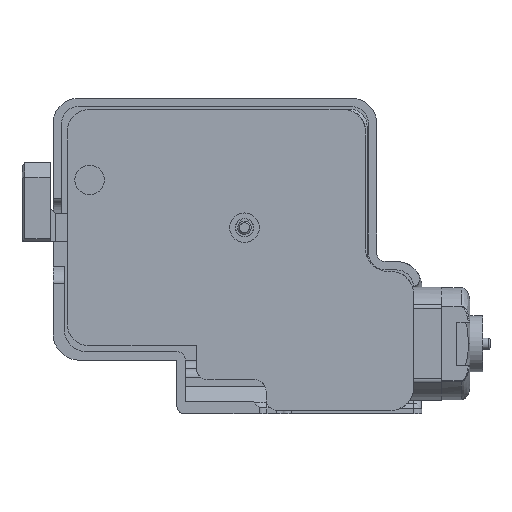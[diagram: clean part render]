
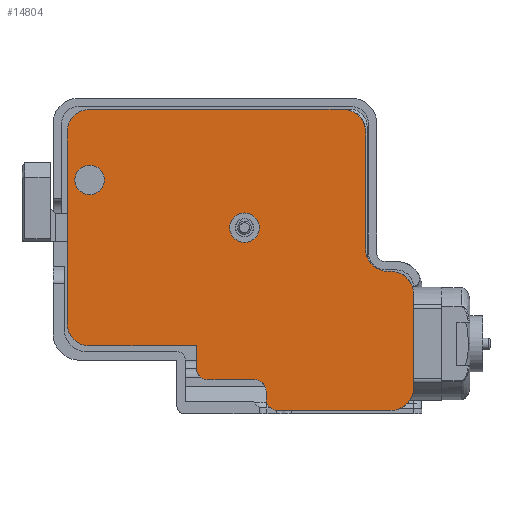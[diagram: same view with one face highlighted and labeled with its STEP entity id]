
A CAD part, front view. The second image highlights one B-rep face of the part: STEP entity #14804.
In plain terms, the highlighted planar face has unit normal (0, -1, 0).
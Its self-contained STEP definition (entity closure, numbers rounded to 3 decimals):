
#665=FACE_BOUND('',#2524,.T.);
#666=FACE_BOUND('',#2525,.T.);
#726=CIRCLE('',#15690,2.625);
#728=CIRCLE('',#15694,2.625);
#778=CIRCLE('',#15783,4.);
#779=CIRCLE('',#15786,4.);
#780=CIRCLE('',#15789,4.);
#781=CIRCLE('',#15792,4.);
#782=CIRCLE('',#15795,2.);
#783=CIRCLE('',#15798,2.);
#784=CIRCLE('',#15801,2.);
#785=CIRCLE('',#15805,4.);
#786=CIRCLE('',#15808,4.);
#1697=FACE_OUTER_BOUND('',#2523,.T.);
#2523=EDGE_LOOP('',(#10357,#10358,#10359,#10360,#10361,#10362,#10363,#10364,
#10365,#10366,#10367,#10368,#10369,#10370,#10371,#10372,#10373,#10374,#10375));
#2524=EDGE_LOOP('',(#10376));
#2525=EDGE_LOOP('',(#10377));
#3440=LINE('',#22688,#4774);
#3443=LINE('',#22696,#4777);
#3446=LINE('',#22704,#4780);
#3449=LINE('',#22712,#4783);
#3453=LINE('',#22721,#4787);
#3455=LINE('',#22728,#4789);
#3458=LINE('',#22736,#4792);
#3460=LINE('',#22740,#4794);
#3463=LINE('',#22748,#4797);
#3466=LINE('',#22755,#4800);
#4774=VECTOR('',#17877,1000.);
#4777=VECTOR('',#17886,1000.);
#4780=VECTOR('',#17895,1000.);
#4783=VECTOR('',#17904,1000.);
#4787=VECTOR('',#17914,1000.);
#4789=VECTOR('',#17922,1000.);
#4792=VECTOR('',#17931,1000.);
#4794=VECTOR('',#17935,1000.);
#4797=VECTOR('',#17944,1000.);
#4800=VECTOR('',#17953,1000.);
#6006=VERTEX_POINT('',#22344);
#6008=VERTEX_POINT('',#22351);
#6097=VERTEX_POINT('',#22681);
#6098=VERTEX_POINT('',#22683);
#6099=VERTEX_POINT('',#22687);
#6100=VERTEX_POINT('',#22691);
#6101=VERTEX_POINT('',#22695);
#6102=VERTEX_POINT('',#22699);
#6103=VERTEX_POINT('',#22703);
#6104=VERTEX_POINT('',#22707);
#6105=VERTEX_POINT('',#22711);
#6106=VERTEX_POINT('',#22715);
#6107=VERTEX_POINT('',#22719);
#6108=VERTEX_POINT('',#22723);
#6109=VERTEX_POINT('',#22727);
#6110=VERTEX_POINT('',#22731);
#6111=VERTEX_POINT('',#22735);
#6112=VERTEX_POINT('',#22739);
#6113=VERTEX_POINT('',#22743);
#6114=VERTEX_POINT('',#22747);
#6115=VERTEX_POINT('',#22751);
#7583=EDGE_CURVE('',#6006,#6006,#726,.T.);
#7586=EDGE_CURVE('',#6008,#6008,#728,.T.);
#7714=EDGE_CURVE('',#6098,#6097,#778,.T.);
#7716=EDGE_CURVE('',#6098,#6099,#3440,.T.);
#7719=EDGE_CURVE('',#6100,#6099,#779,.T.);
#7720=EDGE_CURVE('',#6101,#6100,#3443,.T.);
#7722=EDGE_CURVE('',#6102,#6101,#780,.T.);
#7724=EDGE_CURVE('',#6102,#6103,#3446,.T.);
#7726=EDGE_CURVE('',#6104,#6103,#781,.T.);
#7728=EDGE_CURVE('',#6104,#6105,#3449,.T.);
#7731=EDGE_CURVE('',#6105,#6106,#782,.T.);
#7733=EDGE_CURVE('',#6106,#6107,#3453,.T.);
#7734=EDGE_CURVE('',#6108,#6107,#783,.T.);
#7736=EDGE_CURVE('',#6108,#6109,#3455,.T.);
#7738=EDGE_CURVE('',#6109,#6110,#784,.T.);
#7740=EDGE_CURVE('',#6110,#6111,#3458,.T.);
#7742=EDGE_CURVE('',#6111,#6112,#3460,.T.);
#7745=EDGE_CURVE('',#6113,#6112,#785,.T.);
#7746=EDGE_CURVE('',#6113,#6114,#3463,.T.);
#7748=EDGE_CURVE('',#6115,#6114,#786,.T.);
#7750=EDGE_CURVE('',#6115,#6097,#3466,.T.);
#10357=ORIENTED_EDGE('',*,*,#7750,.F.);
#10358=ORIENTED_EDGE('',*,*,#7748,.T.);
#10359=ORIENTED_EDGE('',*,*,#7746,.F.);
#10360=ORIENTED_EDGE('',*,*,#7745,.T.);
#10361=ORIENTED_EDGE('',*,*,#7742,.F.);
#10362=ORIENTED_EDGE('',*,*,#7740,.F.);
#10363=ORIENTED_EDGE('',*,*,#7738,.F.);
#10364=ORIENTED_EDGE('',*,*,#7736,.F.);
#10365=ORIENTED_EDGE('',*,*,#7734,.T.);
#10366=ORIENTED_EDGE('',*,*,#7733,.F.);
#10367=ORIENTED_EDGE('',*,*,#7731,.F.);
#10368=ORIENTED_EDGE('',*,*,#7728,.F.);
#10369=ORIENTED_EDGE('',*,*,#7726,.T.);
#10370=ORIENTED_EDGE('',*,*,#7724,.F.);
#10371=ORIENTED_EDGE('',*,*,#7722,.T.);
#10372=ORIENTED_EDGE('',*,*,#7720,.T.);
#10373=ORIENTED_EDGE('',*,*,#7719,.T.);
#10374=ORIENTED_EDGE('',*,*,#7716,.F.);
#10375=ORIENTED_EDGE('',*,*,#7714,.T.);
#10376=ORIENTED_EDGE('',*,*,#7583,.T.);
#10377=ORIENTED_EDGE('',*,*,#7586,.T.);
#14393=PLANE('',#15812);
#14804=ADVANCED_FACE('',(#1697,#665,#666),#14393,.F.);
#15690=AXIS2_PLACEMENT_3D('',#22345,#17616,#17617);
#15694=AXIS2_PLACEMENT_3D('',#22352,#17625,#17626);
#15783=AXIS2_PLACEMENT_3D('',#22684,#17872,#17873);
#15786=AXIS2_PLACEMENT_3D('',#22693,#17882,#17883);
#15789=AXIS2_PLACEMENT_3D('',#22700,#17890,#17891);
#15792=AXIS2_PLACEMENT_3D('',#22708,#17899,#17900);
#15795=AXIS2_PLACEMENT_3D('',#22717,#17909,#17910);
#15798=AXIS2_PLACEMENT_3D('',#22724,#17917,#17918);
#15801=AXIS2_PLACEMENT_3D('',#22732,#17926,#17927);
#15805=AXIS2_PLACEMENT_3D('',#22745,#17940,#17941);
#15808=AXIS2_PLACEMENT_3D('',#22752,#17948,#17949);
#15812=AXIS2_PLACEMENT_3D('',#22760,#17959,#17960);
#17616=DIRECTION('center_axis',(0.,1.,0.));
#17617=DIRECTION('ref_axis',(1.,0.,0.));
#17625=DIRECTION('center_axis',(0.,1.,0.));
#17626=DIRECTION('ref_axis',(1.,0.,0.));
#17872=DIRECTION('center_axis',(0.,-1.,0.));
#17873=DIRECTION('ref_axis',(0.,0.,1.));
#17877=DIRECTION('',(0.,0.,-1.));
#17882=DIRECTION('center_axis',(0.,1.,0.));
#17883=DIRECTION('ref_axis',(0.,0.,1.));
#17886=DIRECTION('',(-1.,0.,0.));
#17890=DIRECTION('center_axis',(0.,-1.,0.));
#17891=DIRECTION('ref_axis',(0.,0.,1.));
#17895=DIRECTION('',(0.,0.,-1.));
#17899=DIRECTION('center_axis',(0.,-1.,0.));
#17900=DIRECTION('ref_axis',(0.,0.,1.));
#17904=DIRECTION('',(-1.,0.,0.));
#17909=DIRECTION('center_axis',(0.,1.,0.));
#17910=DIRECTION('ref_axis',(0.,0.,1.));
#17914=DIRECTION('',(0.,0.,1.));
#17917=DIRECTION('center_axis',(0.,1.,0.));
#17918=DIRECTION('ref_axis',(0.,0.,1.));
#17922=DIRECTION('',(-1.,0.,0.));
#17926=DIRECTION('center_axis',(0.,1.,0.));
#17927=DIRECTION('ref_axis',(0.,0.,1.));
#17931=DIRECTION('',(0.,0.,1.));
#17935=DIRECTION('',(-1.,0.,0.));
#17940=DIRECTION('center_axis',(0.,-1.,0.));
#17941=DIRECTION('ref_axis',(0.,0.,1.));
#17944=DIRECTION('',(0.,0.,1.));
#17948=DIRECTION('center_axis',(0.,-1.,0.));
#17949=DIRECTION('ref_axis',(0.,0.,1.));
#17953=DIRECTION('',(1.,0.,0.));
#17959=DIRECTION('center_axis',(0.,1.,0.));
#17960=DIRECTION('ref_axis',(0.,0.,1.));
#22344=CARTESIAN_POINT('',(-7.631,-7.,-12.514));
#22345=CARTESIAN_POINT('Origin',(-5.006,-7.,-12.514));
#22351=CARTESIAN_POINT('',(19.875,-7.,-21.));
#22352=CARTESIAN_POINT('Origin',(22.5,-7.,-21.));
#22681=CARTESIAN_POINT('',(40.,-7.,0.));
#22683=CARTESIAN_POINT('',(44.,-7.,-4.));
#22684=CARTESIAN_POINT('Origin',(40.,-7.,-4.));
#22687=CARTESIAN_POINT('',(44.,-7.,-24.75));
#22688=CARTESIAN_POINT('',(44.,-7.,0.));
#22691=CARTESIAN_POINT('',(48.,-7.,-28.75));
#22693=CARTESIAN_POINT('Origin',(48.,-7.,-24.75));
#22695=CARTESIAN_POINT('',(48.5,-7.,-28.75));
#22696=CARTESIAN_POINT('',(52.5,-7.,-28.75));
#22699=CARTESIAN_POINT('',(52.5,-7.,-32.75));
#22700=CARTESIAN_POINT('Origin',(48.5,-7.,-32.75));
#22703=CARTESIAN_POINT('',(52.5,-7.,-49.45));
#22704=CARTESIAN_POINT('',(52.5,-7.,0.));
#22707=CARTESIAN_POINT('',(48.5,-7.,-53.45));
#22708=CARTESIAN_POINT('Origin',(48.5,-7.,-49.45));
#22711=CARTESIAN_POINT('',(28.34,-7.,-53.45));
#22712=CARTESIAN_POINT('',(52.5,-7.,-53.45));
#22715=CARTESIAN_POINT('',(26.34,-7.,-51.45));
#22717=CARTESIAN_POINT('Origin',(28.34,-7.,-51.45));
#22719=CARTESIAN_POINT('',(26.34,-7.,-50.));
#22721=CARTESIAN_POINT('',(26.34,-7.,0.));
#22723=CARTESIAN_POINT('',(24.34,-7.,-48.));
#22724=CARTESIAN_POINT('Origin',(24.34,-7.,-50.));
#22727=CARTESIAN_POINT('',(16.,-7.,-48.));
#22728=CARTESIAN_POINT('',(52.5,-7.,-48.));
#22731=CARTESIAN_POINT('',(14.,-7.,-46.));
#22732=CARTESIAN_POINT('Origin',(16.,-7.,-46.));
#22735=CARTESIAN_POINT('',(14.,-7.,-42.));
#22736=CARTESIAN_POINT('',(14.,-7.,0.));
#22739=CARTESIAN_POINT('',(-5.,-7.,-42.));
#22740=CARTESIAN_POINT('',(52.5,-7.,-42.));
#22743=CARTESIAN_POINT('',(-9.,-7.,-38.));
#22745=CARTESIAN_POINT('Origin',(-5.,-7.,-38.));
#22747=CARTESIAN_POINT('',(-9.,-7.,-4.));
#22748=CARTESIAN_POINT('',(-9.,-7.,0.));
#22751=CARTESIAN_POINT('',(-5.,-7.,0.));
#22752=CARTESIAN_POINT('Origin',(-5.,-7.,-4.));
#22755=CARTESIAN_POINT('',(52.5,-7.,0.));
#22760=CARTESIAN_POINT('Origin',(48.,-7.,-24.75));
